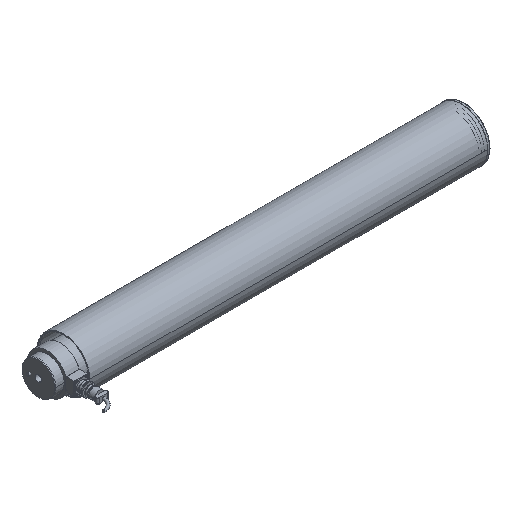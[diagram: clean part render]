
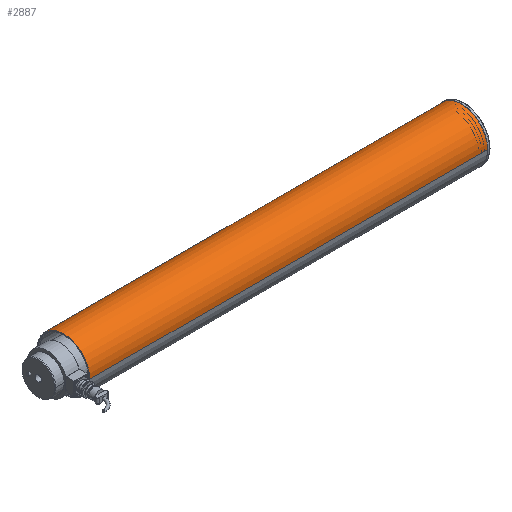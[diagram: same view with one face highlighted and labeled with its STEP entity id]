
A CAD part, isometric view. The second image highlights one B-rep face of the part: STEP entity #2887.
In plain terms, the highlighted cylindrical face has radius 59.5 mm (diameter 119 mm), a partial arc.
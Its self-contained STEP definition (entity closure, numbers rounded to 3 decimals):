
#1857=CARTESIAN_POINT('',(760.,59.5,0.0));
#1858=VERTEX_POINT('',#1857);
#1859=CARTESIAN_POINT('',(-140.,59.5,0.0));
#1860=VERTEX_POINT('',#1859);
#1861=CARTESIAN_POINT('',(760.,59.5,0.0));
#1862=DIRECTION('',(-1.0,0.0,0.0));
#1863=VECTOR('',#1862,900.0);
#1864=LINE('',#1861,#1863);
#1865=EDGE_CURVE('',#1858,#1860,#1864,.T.);
#1867=CARTESIAN_POINT('',(760.,-59.5,0.));
#1868=VERTEX_POINT('',#1867);
#1876=CARTESIAN_POINT('',(-140.,-59.5,0.));
#1877=VERTEX_POINT('',#1876);
#1878=CARTESIAN_POINT('',(760.,-59.5,0.));
#1879=DIRECTION('',(-1.0,0.0,0.0));
#1880=VECTOR('',#1879,900.0);
#1881=LINE('',#1878,#1880);
#1882=EDGE_CURVE('',#1868,#1877,#1881,.T.);
#2455=CARTESIAN_POINT('',(760.,0.0,0.0));
#2456=DIRECTION('',(1.0,0.0,0.0));
#2457=DIRECTION('',(0.0,1.0,0.0));
#2458=AXIS2_PLACEMENT_3D('',#2455,#2456,#2457);
#2459=CIRCLE('',#2458,59.5);
#2460=EDGE_CURVE('',#1858,#1868,#2459,.T.);
#2861=CARTESIAN_POINT('',(-140.,0.0,0.0));
#2862=DIRECTION('',(1.0,0.0,0.0));
#2863=DIRECTION('',(0.0,1.0,0.0));
#2864=AXIS2_PLACEMENT_3D('',#2861,#2862,#2863);
#2865=CIRCLE('',#2864,59.5);
#2866=EDGE_CURVE('',#1860,#1877,#2865,.T.);
#2876=CARTESIAN_POINT('',(310.,0.0,0.0));
#2877=DIRECTION('',(1.0,0.0,0.0));
#2878=DIRECTION('',(0.0,1.0,0.0));
#2879=AXIS2_PLACEMENT_3D('',#2876,#2877,#2878);
#2880=CYLINDRICAL_SURFACE('',#2879,59.5);
#2881=ORIENTED_EDGE('',*,*,#1865,.T.);
#2882=ORIENTED_EDGE('',*,*,#2866,.T.);
#2883=ORIENTED_EDGE('',*,*,#1882,.F.);
#2884=ORIENTED_EDGE('',*,*,#2460,.F.);
#2885=EDGE_LOOP('',(#2881,#2882,#2883,#2884));
#2886=FACE_OUTER_BOUND('',#2885,.T.);
#2887=ADVANCED_FACE('',(#2886),#2880,.T.);
